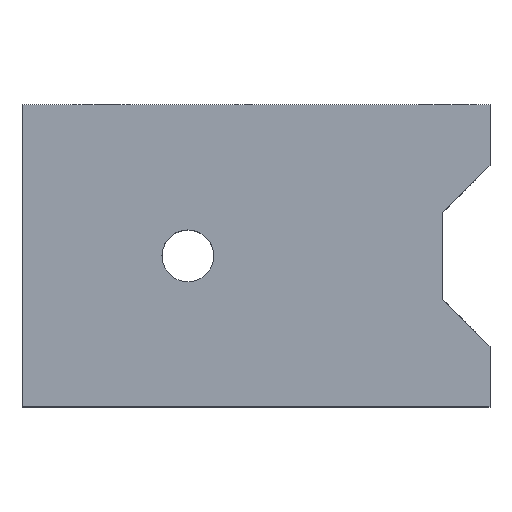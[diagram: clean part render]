
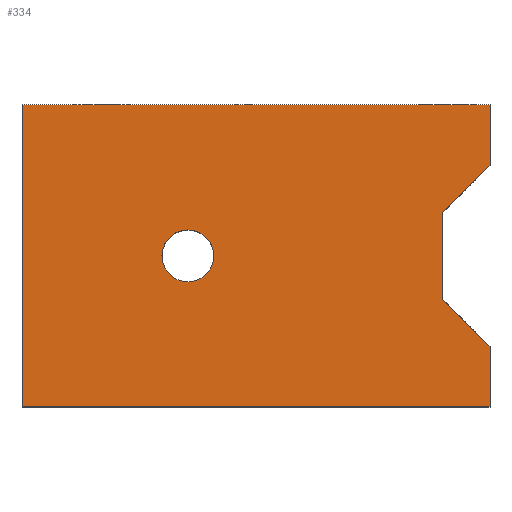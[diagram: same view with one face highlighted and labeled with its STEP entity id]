
A CAD part, top view. The second image highlights one B-rep face of the part: STEP entity #334.
In plain terms, the highlighted planar face has unit normal (0, 0, 1).
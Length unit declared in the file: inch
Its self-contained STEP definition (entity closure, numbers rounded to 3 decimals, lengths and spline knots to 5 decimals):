
#24=PLANE('',#376);
#31=FACE_BOUND('',#71,.T.);
#49=FACE_OUTER_BOUND('',#70,.T.);
#70=EDGE_LOOP('',(#297,#298,#299,#300,#301,#302,#303,#304));
#71=EDGE_LOOP('',(#305));
#82=LINE('',#504,#115);
#86=LINE('',#512,#119);
#91=LINE('',#527,#124);
#95=LINE('',#534,#128);
#99=LINE('',#548,#132);
#101=LINE('',#551,#134);
#103=LINE('',#554,#136);
#105=LINE('',#557,#138);
#115=VECTOR('',#412,0.3937);
#119=VECTOR('',#420,0.3937);
#124=VECTOR('',#433,0.3937);
#128=VECTOR('',#439,0.3937);
#132=VECTOR('',#451,0.3937);
#134=VECTOR('',#455,0.3937);
#136=VECTOR('',#459,0.3937);
#138=VECTOR('',#463,0.3937);
#141=CIRCLE('',#352,0.075);
#151=VERTEX_POINT('',#473);
#162=VERTEX_POINT('',#501);
#163=VERTEX_POINT('',#503);
#165=VERTEX_POINT('',#511);
#170=VERTEX_POINT('',#524);
#171=VERTEX_POINT('',#526);
#173=VERTEX_POINT('',#532);
#178=VERTEX_POINT('',#545);
#179=VERTEX_POINT('',#547);
#182=EDGE_CURVE('',#151,#151,#141,.T.);
#196=EDGE_CURVE('',#163,#162,#82,.T.);
#200=EDGE_CURVE('',#165,#163,#86,.T.);
#207=EDGE_CURVE('',#171,#170,#91,.T.);
#211=EDGE_CURVE('',#170,#173,#95,.T.);
#217=EDGE_CURVE('',#179,#178,#99,.T.);
#219=EDGE_CURVE('',#178,#171,#101,.T.);
#221=EDGE_CURVE('',#173,#165,#103,.T.);
#223=EDGE_CURVE('',#162,#179,#105,.T.);
#297=ORIENTED_EDGE('',*,*,#196,.T.);
#298=ORIENTED_EDGE('',*,*,#223,.T.);
#299=ORIENTED_EDGE('',*,*,#217,.T.);
#300=ORIENTED_EDGE('',*,*,#219,.T.);
#301=ORIENTED_EDGE('',*,*,#207,.T.);
#302=ORIENTED_EDGE('',*,*,#211,.T.);
#303=ORIENTED_EDGE('',*,*,#221,.T.);
#304=ORIENTED_EDGE('',*,*,#200,.T.);
#305=ORIENTED_EDGE('',*,*,#182,.F.);
#334=ADVANCED_FACE('',(#49,#31),#24,.T.);
#352=AXIS2_PLACEMENT_3D('',#475,#385,#386);
#376=AXIS2_PLACEMENT_3D('',#559,#465,#466);
#385=DIRECTION('center_axis',(0.,0.,1.));
#386=DIRECTION('ref_axis',(-1.,0.,0.));
#412=DIRECTION('',(0.707,0.707,0.));
#420=DIRECTION('',(0.,1.,0.));
#433=DIRECTION('',(1.,0.,0.));
#439=DIRECTION('',(0.,1.,0.));
#451=DIRECTION('',(-1.,0.,0.));
#455=DIRECTION('',(0.,-1.,0.));
#459=DIRECTION('',(-0.707,0.707,0.));
#463=DIRECTION('',(0.,1.,0.));
#465=DIRECTION('center_axis',(0.,0.,1.));
#466=DIRECTION('ref_axis',(1.,0.,0.));
#473=CARTESIAN_POINT('',(0.575,-0.405,0.487));
#475=CARTESIAN_POINT('Origin',(0.5,-0.405,0.487));
#501=CARTESIAN_POINT('',(1.37405,-0.1425,0.487));
#503=CARTESIAN_POINT('',(1.2375,-0.27905,0.487));
#504=CARTESIAN_POINT('',(1.2375,-0.27905,0.487));
#511=CARTESIAN_POINT('',(1.2375,-0.53095,0.487));
#512=CARTESIAN_POINT('',(1.2375,-0.53095,0.487));
#524=CARTESIAN_POINT('',(1.37405,-0.842,0.487));
#526=CARTESIAN_POINT('',(0.02,-0.842,0.487));
#527=CARTESIAN_POINT('',(0.,-0.842,0.487));
#532=CARTESIAN_POINT('',(1.37405,-0.6675,0.487));
#534=CARTESIAN_POINT('',(1.37405,-0.842,0.487));
#545=CARTESIAN_POINT('',(0.02,0.032,0.487));
#547=CARTESIAN_POINT('',(1.37405,0.032,0.487));
#548=CARTESIAN_POINT('',(2.40204,0.032,0.487));
#551=CARTESIAN_POINT('',(0.02,0.095,0.487));
#554=CARTESIAN_POINT('',(1.37405,-0.6675,0.487));
#557=CARTESIAN_POINT('',(1.37405,-0.1425,0.487));
#559=CARTESIAN_POINT('Origin',(0.69703,-0.405,0.487));
